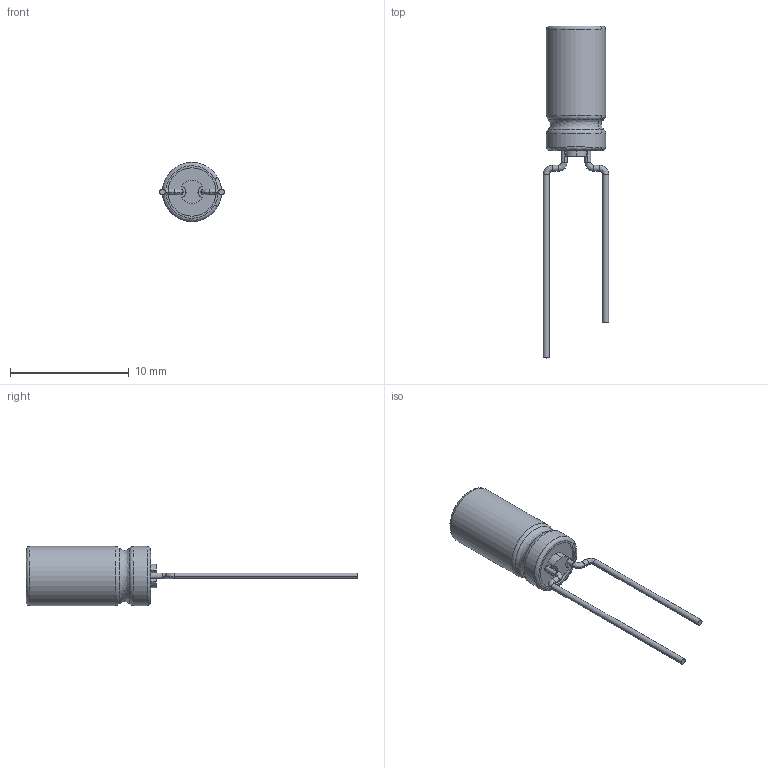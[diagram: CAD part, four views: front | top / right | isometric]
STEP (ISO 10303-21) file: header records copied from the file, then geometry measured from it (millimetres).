
FILE_DESCRIPTION (( 'STEP AP214' ), '1' );
FILE_NAME ('EEU-FC1C470B.STEP', '2023-10-18T15:28:33', ( '' ), ( '' ), 'SwSTEP 2.0', 'SolidWorks 2017', '' );
FILE_SCHEMA (( 'AUTOMOTIVE_DESIGN' ));
Length unit declared in the file: millimetre
Products named in the file (2): EEU-FC1C470B_EEU-FC1C470B; EEU-FC1C470B
Assembly tree (1 placements, depth 2):
  EEU-FC1C470B
    EEU-FC1C470B_EEU-FC1C470B
Bounding box: 5.5 x 28 x 5 mm (x, y, z)
Volume: 205.2 mm3; surface area: 423.5 mm2
Topology: 6 solids, 6 shells, 89 faces, 210 edges, 134 vertices
Faces by surface type: cylinder 33, plane 33, bspline 23
Entity records: 3112 total; most frequent: CARTESIAN_POINT 1009, DIRECTION 421, ORIENTED_EDGE 420, EDGE_CURVE 210, AXIS2_PLACEMENT_3D 167, VERTEX_POINT 134, CIRCLE 97, EDGE_LOOP 90
